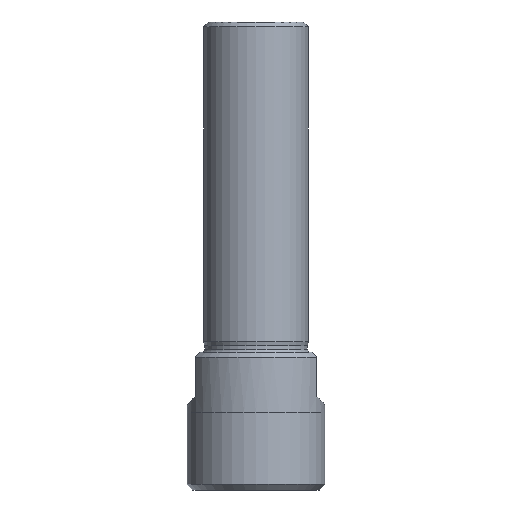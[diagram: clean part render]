
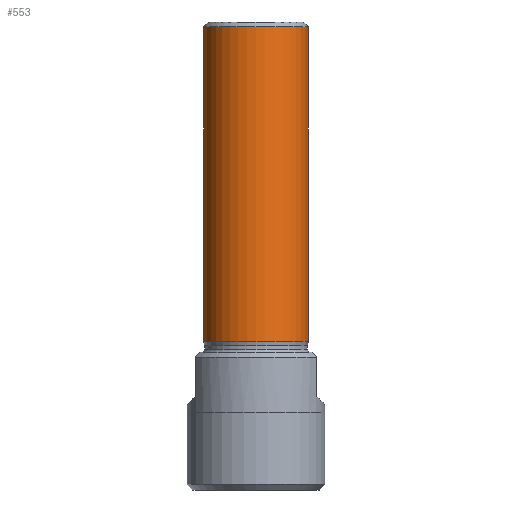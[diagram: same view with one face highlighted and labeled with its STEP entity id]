
A CAD part, front view. The second image highlights one B-rep face of the part: STEP entity #553.
In plain terms, the highlighted cylindrical face has radius 9.525 mm (diameter 19.05 mm), a full revolution.
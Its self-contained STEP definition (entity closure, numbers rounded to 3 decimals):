
#65=CYLINDRICAL_SURFACE('',#603,9.525);
#99=ORIENTED_EDGE('',*,*,#177,.T.);
#100=ORIENTED_EDGE('',*,*,#176,.T.);
#176=EDGE_CURVE('',#218,#218,#244,.T.);
#177=EDGE_CURVE('',#219,#219,#245,.T.);
#218=VERTEX_POINT('',#798);
#219=VERTEX_POINT('',#801);
#244=CIRCLE('',#602,9.525);
#245=CIRCLE('',#604,9.525);
#271=EDGE_LOOP('',(#99));
#272=EDGE_LOOP('',(#100));
#317=FACE_BOUND('',#271,.T.);
#318=FACE_BOUND('',#272,.T.);
#553=ADVANCED_FACE('',(#317,#318),#65,.T.);
#602=AXIS2_PLACEMENT_3D('',#797,#688,#689);
#603=AXIS2_PLACEMENT_3D('',#799,#690,#691);
#604=AXIS2_PLACEMENT_3D('',#800,#692,#693);
#688=DIRECTION('',(0.,0.,1.));
#689=DIRECTION('',(1.,0.,0.));
#690=DIRECTION('',(0.,0.,1.));
#691=DIRECTION('',(1.,0.,0.));
#692=DIRECTION('',(0.,0.,-1.));
#693=DIRECTION('',(-1.,0.,0.));
#797=CARTESIAN_POINT('',(0.,0.,38.44));
#798=CARTESIAN_POINT('',(9.525,0.,38.44));
#799=CARTESIAN_POINT('',(0.,0.,60.));
#800=CARTESIAN_POINT('',(0.,0.,95.65));
#801=CARTESIAN_POINT('',(-9.525,0.,95.65));
